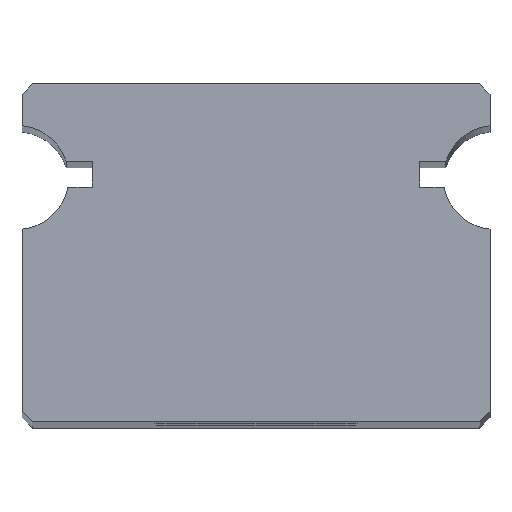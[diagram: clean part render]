
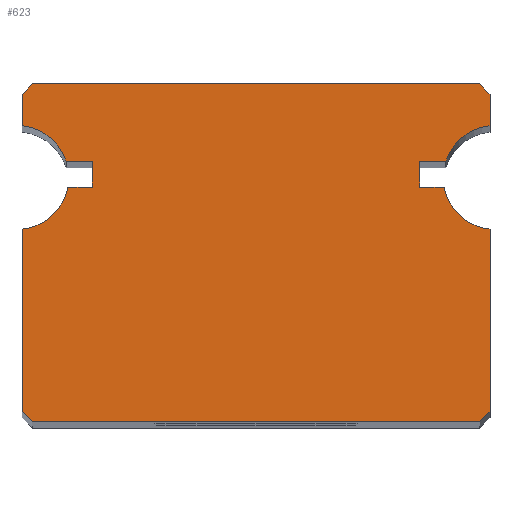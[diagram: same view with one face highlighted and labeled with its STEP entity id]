
A CAD part, top view. The second image highlights one B-rep face of the part: STEP entity #623.
In plain terms, the highlighted planar face has unit normal (0, 0, 1).
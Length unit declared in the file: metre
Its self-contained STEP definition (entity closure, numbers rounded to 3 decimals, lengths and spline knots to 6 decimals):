
#28=LINE('',#888,#80);
#33=LINE('',#942,#85);
#37=LINE('',#951,#89);
#41=LINE('',#960,#93);
#58=LINE('',#1004,#110);
#60=LINE('',#1008,#112);
#62=LINE('',#1012,#114);
#63=LINE('',#1016,#115);
#65=LINE('',#1020,#117);
#67=LINE('',#1024,#119);
#70=LINE('',#1032,#122);
#72=LINE('',#1036,#124);
#74=LINE('',#1040,#126);
#76=LINE('',#1046,#128);
#78=LINE('',#1050,#130);
#79=LINE('',#1052,#131);
#80=VECTOR('',#710,1.);
#85=VECTOR('',#771,1.);
#89=VECTOR('',#777,1.);
#93=VECTOR('',#783,1.);
#110=VECTOR('',#822,1.);
#112=VECTOR('',#826,1.);
#114=VECTOR('',#830,1.);
#115=VECTOR('',#837,1.);
#117=VECTOR('',#841,1.);
#119=VECTOR('',#845,1.);
#122=VECTOR('',#854,1.);
#124=VECTOR('',#858,1.);
#126=VECTOR('',#862,1.);
#128=VECTOR('',#870,1.);
#130=VECTOR('',#874,1.);
#131=VECTOR('',#877,1.);
#268=ORIENTED_EDGE('',*,*,#319,.F.);
#269=ORIENTED_EDGE('',*,*,#339,.F.);
#270=ORIENTED_EDGE('',*,*,#341,.F.);
#271=ORIENTED_EDGE('',*,*,#343,.F.);
#272=ORIENTED_EDGE('',*,*,#345,.F.);
#273=ORIENTED_EDGE('',*,*,#346,.F.);
#274=ORIENTED_EDGE('',*,*,#311,.F.);
#275=ORIENTED_EDGE('',*,*,#347,.F.);
#276=ORIENTED_EDGE('',*,*,#315,.F.);
#277=ORIENTED_EDGE('',*,*,#349,.F.);
#278=ORIENTED_EDGE('',*,*,#351,.F.);
#279=ORIENTED_EDGE('',*,*,#353,.F.);
#280=ORIENTED_EDGE('',*,*,#355,.F.);
#281=ORIENTED_EDGE('',*,*,#357,.F.);
#282=ORIENTED_EDGE('',*,*,#359,.F.);
#283=ORIENTED_EDGE('',*,*,#361,.F.);
#284=ORIENTED_EDGE('',*,*,#365,.F.);
#285=ORIENTED_EDGE('',*,*,#362,.F.);
#286=ORIENTED_EDGE('',*,*,#291,.T.);
#287=ORIENTED_EDGE('',*,*,#364,.F.);
#291=EDGE_CURVE('',#369,#370,#28,.T.);
#311=EDGE_CURVE('',#388,#390,#33,.T.);
#315=EDGE_CURVE('',#392,#394,#37,.T.);
#319=EDGE_CURVE('',#396,#398,#41,.T.);
#339=EDGE_CURVE('',#412,#396,#446,.F.);
#341=EDGE_CURVE('',#413,#412,#58,.T.);
#343=EDGE_CURVE('',#414,#413,#60,.T.);
#345=EDGE_CURVE('',#415,#414,#62,.T.);
#346=EDGE_CURVE('',#390,#415,#447,.F.);
#347=EDGE_CURVE('',#394,#388,#63,.T.);
#349=EDGE_CURVE('',#416,#392,#65,.T.);
#351=EDGE_CURVE('',#417,#416,#67,.T.);
#353=EDGE_CURVE('',#418,#417,#448,.F.);
#355=EDGE_CURVE('',#419,#418,#70,.T.);
#357=EDGE_CURVE('',#420,#419,#72,.T.);
#359=EDGE_CURVE('',#421,#420,#74,.T.);
#361=EDGE_CURVE('',#422,#421,#449,.F.);
#362=EDGE_CURVE('',#369,#423,#76,.T.);
#364=EDGE_CURVE('',#398,#370,#78,.T.);
#365=EDGE_CURVE('',#423,#422,#79,.T.);
#369=VERTEX_POINT('',#889);
#370=VERTEX_POINT('',#890);
#388=VERTEX_POINT('',#940);
#390=VERTEX_POINT('',#943);
#392=VERTEX_POINT('',#949);
#394=VERTEX_POINT('',#952);
#396=VERTEX_POINT('',#958);
#398=VERTEX_POINT('',#961);
#412=VERTEX_POINT('',#999);
#413=VERTEX_POINT('',#1003);
#414=VERTEX_POINT('',#1007);
#415=VERTEX_POINT('',#1011);
#416=VERTEX_POINT('',#1019);
#417=VERTEX_POINT('',#1023);
#418=VERTEX_POINT('',#1027);
#419=VERTEX_POINT('',#1031);
#420=VERTEX_POINT('',#1035);
#421=VERTEX_POINT('',#1039);
#422=VERTEX_POINT('',#1043);
#423=VERTEX_POINT('',#1047);
#446=CIRCLE('',#680,0.001);
#447=CIRCLE('',#685,0.001);
#448=CIRCLE('',#690,0.001);
#449=CIRCLE('',#695,0.001);
#507=EDGE_LOOP('',(#268,#269,#270,#271,#272,#273,#274,#275,#276,#277,#278,
#279,#280,#281,#282,#283,#284,#285,#286,#287));
#565=FACE_BOUND('',#507,.T.);
#586=PLANE('',#699);
#623=ADVANCED_FACE('',(#565),#586,.F.);
#680=AXIS2_PLACEMENT_3D('',#1000,#817,#818);
#685=AXIS2_PLACEMENT_3D('',#1014,#833,#834);
#690=AXIS2_PLACEMENT_3D('',#1028,#849,#850);
#695=AXIS2_PLACEMENT_3D('',#1044,#866,#867);
#699=AXIS2_PLACEMENT_3D('',#1053,#878,#879);
#710=DIRECTION('',(-1.,0.,0.));
#771=DIRECTION('',(0.,1.,0.));
#777=DIRECTION('',(-1.,0.,0.));
#783=DIRECTION('',(0.,1.,0.));
#817=DIRECTION('',(0.,0.,-1.));
#818=DIRECTION('',(-1.,0.,0.));
#822=DIRECTION('',(-1.,0.,0.));
#826=DIRECTION('',(0.,1.,0.));
#830=DIRECTION('',(1.,0.,0.));
#833=DIRECTION('',(0.,0.,-1.));
#834=DIRECTION('',(-1.,0.,0.));
#837=DIRECTION('',(-0.707,0.707,0.));
#841=DIRECTION('',(-0.707,-0.707,0.));
#845=DIRECTION('',(0.,-1.,0.));
#849=DIRECTION('',(0.,0.,-1.));
#850=DIRECTION('',(-1.,0.,0.));
#854=DIRECTION('',(1.,0.,0.));
#858=DIRECTION('',(0.,-1.,0.));
#862=DIRECTION('',(-1.,0.,0.));
#866=DIRECTION('',(0.,0.,-1.));
#867=DIRECTION('',(-1.,0.,0.));
#870=DIRECTION('',(0.707,-0.707,0.));
#874=DIRECTION('',(0.707,0.707,0.));
#877=DIRECTION('',(0.,-1.,0.));
#878=DIRECTION('',(0.,0.,-1.));
#879=DIRECTION('',(-1.,0.,0.));
#888=CARTESIAN_POINT('',(-0.000072,0.00325,0.07));
#889=CARTESIAN_POINT('',(0.0043,0.00325,0.07));
#890=CARTESIAN_POINT('',(-0.0043,0.00325,0.07));
#940=CARTESIAN_POINT('',(-0.0045,-0.00305,0.07));
#942=CARTESIAN_POINT('',(-0.0045,-0.00305,0.07));
#943=CARTESIAN_POINT('',(-0.0045,0.000455,0.07));
#949=CARTESIAN_POINT('',(0.0043,-0.00325,0.07));
#951=CARTESIAN_POINT('',(-0.0043,-0.00325,0.07));
#952=CARTESIAN_POINT('',(-0.0043,-0.00325,0.07));
#958=CARTESIAN_POINT('',(-0.0045,0.002445,0.07));
#960=CARTESIAN_POINT('',(-0.0045,-0.00305,0.07));
#961=CARTESIAN_POINT('',(-0.0045,0.00305,0.07));
#999=CARTESIAN_POINT('',(-0.00365,0.001763,0.07));
#1000=CARTESIAN_POINT('',(-0.0046,0.00145,0.07));
#1003=CARTESIAN_POINT('',(-0.00315,0.001763,0.07));
#1004=CARTESIAN_POINT('',(-0.00365,0.001763,0.07));
#1007=CARTESIAN_POINT('',(-0.00315,0.001263,0.07));
#1008=CARTESIAN_POINT('',(-0.00315,0.001263,0.07));
#1011=CARTESIAN_POINT('',(-0.003618,0.001263,0.07));
#1012=CARTESIAN_POINT('',(-0.003618,0.001263,0.07));
#1014=CARTESIAN_POINT('',(-0.0046,0.00145,0.07));
#1016=CARTESIAN_POINT('',(-0.0045,-0.00305,0.07));
#1019=CARTESIAN_POINT('',(0.0045,-0.00305,0.07));
#1020=CARTESIAN_POINT('',(0.0043,-0.00325,0.07));
#1023=CARTESIAN_POINT('',(0.0045,0.000455,0.07));
#1024=CARTESIAN_POINT('',(0.0045,-0.00305,0.07));
#1027=CARTESIAN_POINT('',(0.003618,0.001263,0.07));
#1028=CARTESIAN_POINT('',(0.0046,0.00145,0.07));
#1031=CARTESIAN_POINT('',(0.00315,0.001263,0.07));
#1032=CARTESIAN_POINT('',(-0.003618,0.001263,0.07));
#1035=CARTESIAN_POINT('',(0.00315,0.001763,0.07));
#1036=CARTESIAN_POINT('',(0.00315,0.001263,0.07));
#1039=CARTESIAN_POINT('',(0.00365,0.001763,0.07));
#1040=CARTESIAN_POINT('',(-0.00365,0.001763,0.07));
#1043=CARTESIAN_POINT('',(0.0045,0.002445,0.07));
#1044=CARTESIAN_POINT('',(0.0046,0.00145,0.07));
#1046=CARTESIAN_POINT('',(0.0043,0.00325,0.07));
#1047=CARTESIAN_POINT('',(0.0045,0.00305,0.07));
#1050=CARTESIAN_POINT('',(-0.0045,0.00305,0.07));
#1052=CARTESIAN_POINT('',(0.0045,-0.00305,0.07));
#1053=CARTESIAN_POINT('',(-0.000072,-0.02175,0.07));
